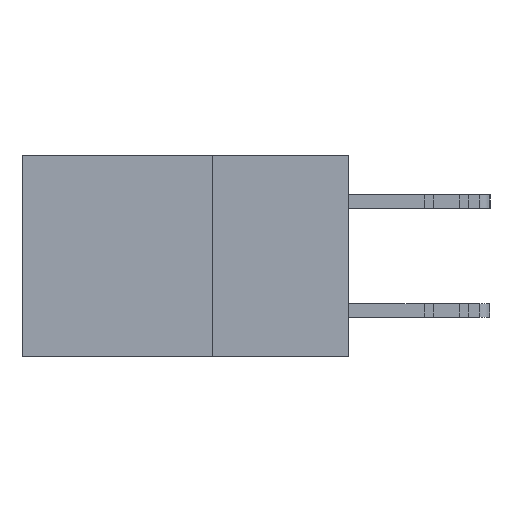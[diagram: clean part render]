
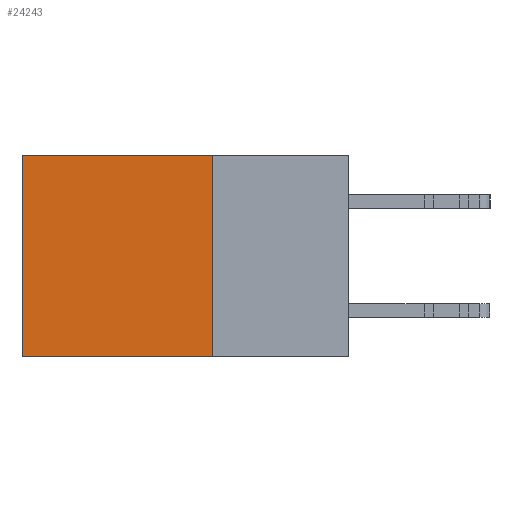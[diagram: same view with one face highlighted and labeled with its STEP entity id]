
A CAD part, left-side view. The second image highlights one B-rep face of the part: STEP entity #24243.
In plain terms, the highlighted planar face has unit normal (-1, 0, 0).
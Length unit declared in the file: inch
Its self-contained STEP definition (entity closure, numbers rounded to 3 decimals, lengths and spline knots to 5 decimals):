
#454 = ORIENTED_EDGE ( 'NONE', *, *, #23743, .F. ) ;
#1434 = LINE ( 'NONE', #25642, #25602 ) ;
#2240 = CARTESIAN_POINT ( 'NONE',  ( 0.2615, 0.25, -0.37 ) ) ;
#3039 = CARTESIAN_POINT ( 'NONE',  ( 0.2615, 0.6, -0.37 ) ) ;
#3616 = EDGE_CURVE ( 'NONE', #15658, #4180, #18784, .T. ) ;
#3949 = CARTESIAN_POINT ( 'NONE',  ( 0.2615, 0.25, -0.37 ) ) ;
#4097 = EDGE_CURVE ( 'NONE', #25464, #4180, #20360, .T. ) ;
#4180 = VERTEX_POINT ( 'NONE', #3039 ) ;
#4649 = ORIENTED_EDGE ( 'NONE', *, *, #3616, .T. ) ;
#5922 = VECTOR ( 'NONE', #16251, 39.37008 ) ;
#6262 = DIRECTION ( 'NONE',  ( 0., 0., -1. ) ) ;
#6791 = CARTESIAN_POINT ( 'NONE',  ( 0.2615, 0.25, 0. ) ) ;
#7084 = CARTESIAN_POINT ( 'NONE',  ( 0.2615, 0.6, 0. ) ) ;
#7540 = DIRECTION ( 'NONE',  ( 0., 1., 0. ) ) ;
#8060 = FACE_OUTER_BOUND ( 'NONE', #19605, .T. ) ;
#9924 = AXIS2_PLACEMENT_3D ( 'NONE', #3949, #21940, #25767 ) ;
#10902 = ORIENTED_EDGE ( 'NONE', *, *, #18106, .T. ) ;
#11646 = CARTESIAN_POINT ( 'NONE',  ( 0.2615, 0.25, -0.37 ) ) ;
#13373 = ORIENTED_EDGE ( 'NONE', *, *, #4097, .F. ) ;
#15658 = VERTEX_POINT ( 'NONE', #7084 ) ;
#16251 = DIRECTION ( 'NONE',  ( 0., 1., 0. ) ) ;
#18106 = EDGE_CURVE ( 'NONE', #25342, #15658, #1434, .T. ) ;
#18390 = CARTESIAN_POINT ( 'NONE',  ( 0.2615, 0.6, -0.37 ) ) ;
#18784 = LINE ( 'NONE', #18390, #19563 ) ;
#19563 = VECTOR ( 'NONE', #6262, 39.37008 ) ;
#19605 = EDGE_LOOP ( 'NONE', ( #4649, #13373, #454, #10902 ) ) ;
#20101 = LINE ( 'NONE', #21837, #25391 ) ;
#20198 = PLANE ( 'NONE',  #9924 ) ;
#20360 = LINE ( 'NONE', #2240, #5922 ) ;
#21837 = CARTESIAN_POINT ( 'NONE',  ( 0.2615, 0.25, -0.37 ) ) ;
#21940 = DIRECTION ( 'NONE',  ( 1., 0., 0. ) ) ;
#22223 = DIRECTION ( 'NONE',  ( 0., 0., -1. ) ) ;
#23743 = EDGE_CURVE ( 'NONE', #25342, #25464, #20101, .T. ) ;
#24243 = ADVANCED_FACE ( 'NONE', ( #8060 ), #20198, .F. ) ;
#25342 = VERTEX_POINT ( 'NONE', #6791 ) ;
#25391 = VECTOR ( 'NONE', #22223, 39.37008 ) ;
#25464 = VERTEX_POINT ( 'NONE', #11646 ) ;
#25602 = VECTOR ( 'NONE', #7540, 39.37008 ) ;
#25642 = CARTESIAN_POINT ( 'NONE',  ( 0.2615, 0.25, 0. ) ) ;
#25767 = DIRECTION ( 'NONE',  ( 0., 0., -1. ) ) ;
